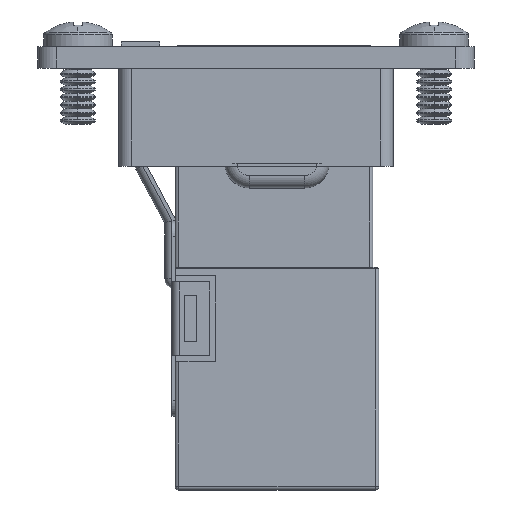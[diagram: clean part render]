
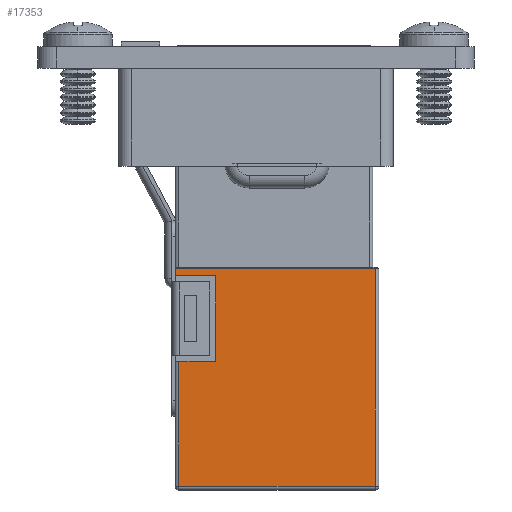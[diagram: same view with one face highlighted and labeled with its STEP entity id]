
A CAD part, left-side view. The second image highlights one B-rep face of the part: STEP entity #17353.
In plain terms, the highlighted face is planar.
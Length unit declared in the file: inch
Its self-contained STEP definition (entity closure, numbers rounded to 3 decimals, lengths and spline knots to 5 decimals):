
#5689 = AXIS2_PLACEMENT_3D ( 'NONE', #7235, #7248, #7249 ) ;
#6411 = FACE_OUTER_BOUND ( 'NONE', #17129, .T. ) ;
#6886 = CARTESIAN_POINT ( 'NONE',  ( 0.2874, -0.00197, 0.32677 ) ) ;
#6887 = CARTESIAN_POINT ( 'NONE',  ( 0.2874, -0.02575, 0.32677 ) ) ;
#6938 = CARTESIAN_POINT ( 'NONE',  ( 0.2874, -0.70079, 0.31496 ) ) ;
#6943 = CARTESIAN_POINT ( 'NONE',  ( 0.2874, -0.30012, 0.31496 ) ) ;
#6944 = CARTESIAN_POINT ( 'NONE',  ( 0.2874, -0.70079, -0.31496 ) ) ;
#6947 = CARTESIAN_POINT ( 'NONE',  ( 0.2874, -0.02575, 0.19685 ) ) ;
#6948 = CARTESIAN_POINT ( 'NONE',  ( 0.2874, -0.00197, -0.31496 ) ) ;
#6949 = CARTESIAN_POINT ( 'NONE',  ( 0.2874, -0.30012, 0.19685 ) ) ;
#7234 = PLANE ( 'NONE',  #5689 ) ;
#7235 = CARTESIAN_POINT ( 'NONE',  ( 0.2874, 0.7126, -0.32677 ) ) ;
#7248 = DIRECTION ( 'NONE',  ( -1., 0., 0. ) ) ;
#7249 = DIRECTION ( 'NONE',  ( 0., 0., 1. ) ) ;
#12169 = CARTESIAN_POINT ( 'NONE',  ( 0.2874, 0.7126, 0.32677 ) ) ;
#12178 = DIRECTION ( 'NONE',  ( 0., -1., 0. ) ) ;
#12528 = CARTESIAN_POINT ( 'NONE',  ( 0.2874, -0.30012, 0.19685 ) ) ;
#12536 = CARTESIAN_POINT ( 'NONE',  ( 0.2874, -0.30012, 0.32677 ) ) ;
#12545 = CARTESIAN_POINT ( 'NONE',  ( 0.2874, -0.70079, -0.32677 ) ) ;
#12546 = DIRECTION ( 'NONE',  ( 0., 0., -1. ) ) ;
#12547 = CARTESIAN_POINT ( 'NONE',  ( 0.2874, 0.7126, -0.31496 ) ) ;
#12548 = DIRECTION ( 'NONE',  ( 0., 1., 0. ) ) ;
#12549 = CARTESIAN_POINT ( 'NONE',  ( 0.2874, -0.00197, 0.32677 ) ) ;
#12550 = DIRECTION ( 'NONE',  ( 0., 0., -1. ) ) ;
#12551 = CARTESIAN_POINT ( 'NONE',  ( 0.2874, -0.02575, 0.32677 ) ) ;
#12553 = DIRECTION ( 'NONE',  ( 0., 0., 1. ) ) ;
#12554 = DIRECTION ( 'NONE',  ( 0., 1., 0. ) ) ;
#12556 = DIRECTION ( 'NONE',  ( 0., 0., -1. ) ) ;
#12557 = CARTESIAN_POINT ( 'NONE',  ( 0.2874, 0.7126, 0.31496 ) ) ;
#12558 = DIRECTION ( 'NONE',  ( 0., -1., 0. ) ) ;
#12972 = LINE ( 'NONE', #12169, #12984 ) ;
#12984 = VECTOR ( 'NONE', #12178, 39.37008 ) ;
#13115 = LINE ( 'NONE', #12528, #13134 ) ;
#13123 = LINE ( 'NONE', #12545, #13126 ) ;
#13125 = LINE ( 'NONE', #12547, #13128 ) ;
#13126 = VECTOR ( 'NONE', #12546, 39.37008 ) ;
#13127 = LINE ( 'NONE', #12549, #13130 ) ;
#13128 = VECTOR ( 'NONE', #12548, 39.37008 ) ;
#13129 = LINE ( 'NONE', #12551, #13132 ) ;
#13130 = VECTOR ( 'NONE', #12550, 39.37008 ) ;
#13131 = LINE ( 'NONE', #12536, #13136 ) ;
#13132 = VECTOR ( 'NONE', #12553, 39.37008 ) ;
#13134 = VECTOR ( 'NONE', #12554, 39.37008 ) ;
#13135 = LINE ( 'NONE', #12557, #13138 ) ;
#13136 = VECTOR ( 'NONE', #12556, 39.37008 ) ;
#13138 = VECTOR ( 'NONE', #12558, 39.37008 ) ;
#15206 = VERTEX_POINT ( 'NONE', #6886 ) ;
#15207 = VERTEX_POINT ( 'NONE', #6887 ) ;
#15258 = VERTEX_POINT ( 'NONE', #6938 ) ;
#15263 = VERTEX_POINT ( 'NONE', #6943 ) ;
#15264 = VERTEX_POINT ( 'NONE', #6944 ) ;
#15267 = VERTEX_POINT ( 'NONE', #6947 ) ;
#15268 = VERTEX_POINT ( 'NONE', #6948 ) ;
#15269 = VERTEX_POINT ( 'NONE', #6949 ) ;
#17129 = EDGE_LOOP ( 'NONE', ( #18161, #18162, #18163, #18164, #18165, #18166, #18167, #18168 ) ) ;
#17353 = ADVANCED_FACE ( 'NONE', ( #6411 ), #7234, .F. ) ;
#17736 = EDGE_CURVE ( 'NONE', #15206, #15207, #12972, .T. ) ;
#17825 = EDGE_CURVE ( 'NONE', #15258, #15264, #13123, .T. ) ;
#17826 = EDGE_CURVE ( 'NONE', #15264, #15268, #13125, .T. ) ;
#17827 = EDGE_CURVE ( 'NONE', #15206, #15268, #13127, .T. ) ;
#17828 = EDGE_CURVE ( 'NONE', #15267, #15207, #13129, .T. ) ;
#17829 = EDGE_CURVE ( 'NONE', #15269, #15267, #13115, .T. ) ;
#17830 = EDGE_CURVE ( 'NONE', #15263, #15269, #13131, .T. ) ;
#17831 = EDGE_CURVE ( 'NONE', #15263, #15258, #13135, .T. ) ;
#18161 = ORIENTED_EDGE ( 'NONE', *, *, #17825, .T. ) ;
#18162 = ORIENTED_EDGE ( 'NONE', *, *, #17826, .T. ) ;
#18163 = ORIENTED_EDGE ( 'NONE', *, *, #17827, .F. ) ;
#18164 = ORIENTED_EDGE ( 'NONE', *, *, #17736, .T. ) ;
#18165 = ORIENTED_EDGE ( 'NONE', *, *, #17828, .F. ) ;
#18166 = ORIENTED_EDGE ( 'NONE', *, *, #17829, .F. ) ;
#18167 = ORIENTED_EDGE ( 'NONE', *, *, #17830, .F. ) ;
#18168 = ORIENTED_EDGE ( 'NONE', *, *, #17831, .T. ) ;
